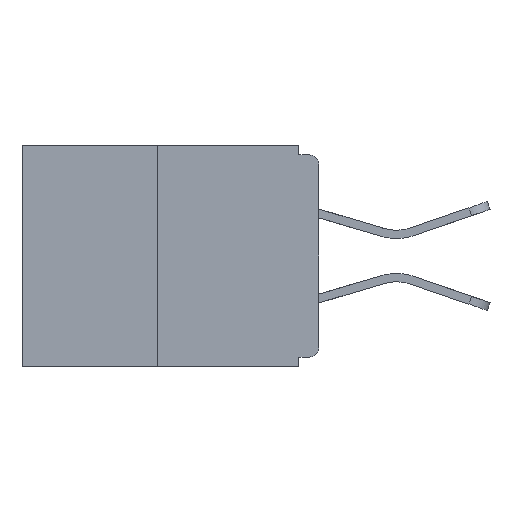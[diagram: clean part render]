
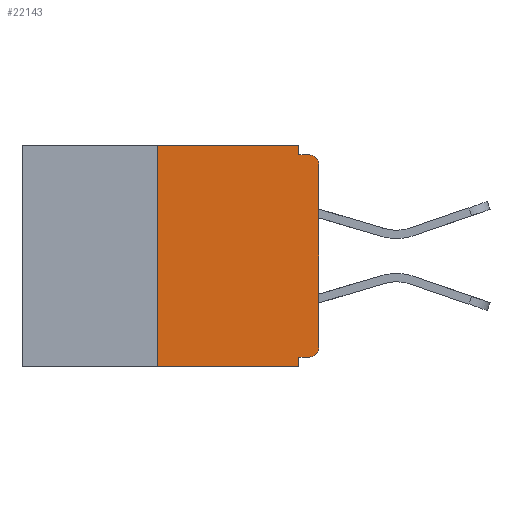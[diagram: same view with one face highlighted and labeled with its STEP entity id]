
A CAD part, left-side view. The second image highlights one B-rep face of the part: STEP entity #22143.
In plain terms, the highlighted planar face has unit normal (-1, 0, 0).
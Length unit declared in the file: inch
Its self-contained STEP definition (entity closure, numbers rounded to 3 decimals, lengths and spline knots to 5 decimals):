
#224 = CARTESIAN_POINT ( 'NONE',  ( 0., 0.25, -0.343 ) ) ;
#564 = LINE ( 'NONE', #7523, #8876 ) ;
#842 = VERTEX_POINT ( 'NONE', #21166 ) ;
#846 = CARTESIAN_POINT ( 'NONE',  ( 0., 0.46, 0. ) ) ;
#918 = LINE ( 'NONE', #19949, #12329 ) ;
#1064 = EDGE_CURVE ( 'NONE', #11167, #16598, #19787, .T. ) ;
#1371 = EDGE_CURVE ( 'NONE', #10472, #3160, #3301, .T. ) ;
#1839 = VECTOR ( 'NONE', #4771, 39.37008 ) ;
#2858 = CARTESIAN_POINT ( 'NONE',  ( 0., 0.015, -0.313 ) ) ;
#3160 = VERTEX_POINT ( 'NONE', #18570 ) ;
#3301 = LINE ( 'NONE', #7457, #10248 ) ;
#3392 = EDGE_CURVE ( 'NONE', #3160, #10502, #19658, .T. ) ;
#3476 = FACE_OUTER_BOUND ( 'NONE', #16024, .T. ) ;
#3710 = EDGE_CURVE ( 'NONE', #9856, #5589, #7920, .T. ) ;
#3975 = CARTESIAN_POINT ( 'NONE',  ( 0., 0.031, -0.015 ) ) ;
#3984 = EDGE_CURVE ( 'NONE', #21421, #5589, #12646, .T. ) ;
#4253 = DIRECTION ( 'NONE',  ( 0., 0., -1. ) ) ;
#4439 = CARTESIAN_POINT ( 'NONE',  ( 0., 0.031, -0.343 ) ) ;
#4771 = DIRECTION ( 'NONE',  ( 0., 0., 1. ) ) ;
#5383 = CARTESIAN_POINT ( 'NONE',  ( 0., 0.031, 0. ) ) ;
#5589 = VERTEX_POINT ( 'NONE', #19706 ) ;
#5630 = EDGE_CURVE ( 'NONE', #10472, #19201, #918, .T. ) ;
#6552 = CARTESIAN_POINT ( 'NONE',  ( 0., 0.46, 0. ) ) ;
#7067 = EDGE_CURVE ( 'NONE', #16598, #19201, #564, .T. ) ;
#7400 = CARTESIAN_POINT ( 'NONE',  ( 0., 0., -0.03 ) ) ;
#7442 = CARTESIAN_POINT ( 'NONE',  ( 0., 0.015, -0.328 ) ) ;
#7457 = CARTESIAN_POINT ( 'NONE',  ( 0., 0.25, 0. ) ) ;
#7523 = CARTESIAN_POINT ( 'NONE',  ( 0., 0.031, -0.343 ) ) ;
#7660 = LINE ( 'NONE', #12183, #1839 ) ;
#7920 = CIRCLE ( 'NONE', #20084, 0.015 ) ;
#7952 = VECTOR ( 'NONE', #12097, 39.37008 ) ;
#8241 = CARTESIAN_POINT ( 'NONE',  ( 0., 0., -0.328 ) ) ;
#8876 = VECTOR ( 'NONE', #11263, 39.37008 ) ;
#9171 = EDGE_CURVE ( 'NONE', #842, #9856, #7660, .T. ) ;
#9259 = ORIENTED_EDGE ( 'NONE', *, *, #3710, .T. ) ;
#9414 = DIRECTION ( 'NONE',  ( -1., 0., 0. ) ) ;
#9856 = VERTEX_POINT ( 'NONE', #7400 ) ;
#10055 = CARTESIAN_POINT ( 'NONE',  ( 0., 0., -0.015 ) ) ;
#10248 = VECTOR ( 'NONE', #11116, 39.37008 ) ;
#10472 = VERTEX_POINT ( 'NONE', #224 ) ;
#10502 = VERTEX_POINT ( 'NONE', #11106 ) ;
#10519 = ORIENTED_EDGE ( 'NONE', *, *, #3984, .F. ) ;
#10826 = ORIENTED_EDGE ( 'NONE', *, *, #5630, .T. ) ;
#11106 = CARTESIAN_POINT ( 'NONE',  ( 0., 0.031, 0. ) ) ;
#11116 = DIRECTION ( 'NONE',  ( 0., 0., 1. ) ) ;
#11167 = VERTEX_POINT ( 'NONE', #7442 ) ;
#11239 = DIRECTION ( 'NONE',  ( 0., 0., -1. ) ) ;
#11263 = DIRECTION ( 'NONE',  ( 0., 0., -1. ) ) ;
#11329 = VECTOR ( 'NONE', #18155, 39.37008 ) ;
#11497 = PLANE ( 'NONE',  #20215 ) ;
#11812 = DIRECTION ( 'NONE',  ( -1., 0., 0. ) ) ;
#12097 = DIRECTION ( 'NONE',  ( 0., -1., 0. ) ) ;
#12183 = CARTESIAN_POINT ( 'NONE',  ( 0., 0., 0. ) ) ;
#12329 = VECTOR ( 'NONE', #18145, 39.37008 ) ;
#12646 = LINE ( 'NONE', #10055, #13463 ) ;
#13258 = ORIENTED_EDGE ( 'NONE', *, *, #21392, .F. ) ;
#13463 = VECTOR ( 'NONE', #22642, 39.37008 ) ;
#14907 = DIRECTION ( 'NONE',  ( 1., 0., 0. ) ) ;
#15568 = ORIENTED_EDGE ( 'NONE', *, *, #20638, .T. ) ;
#16024 = EDGE_LOOP ( 'NONE', ( #18264, #22877, #10826, #18401, #20932, #15568, #18170, #9259, #10519, #13258 ) ) ;
#16163 = VECTOR ( 'NONE', #16918, 39.37008 ) ;
#16598 = VERTEX_POINT ( 'NONE', #16975 ) ;
#16918 = DIRECTION ( 'NONE',  ( 0., 1., 0. ) ) ;
#16975 = CARTESIAN_POINT ( 'NONE',  ( 0., 0.031, -0.328 ) ) ;
#18145 = DIRECTION ( 'NONE',  ( 0., -1., 0. ) ) ;
#18155 = DIRECTION ( 'NONE',  ( 0., 0., -1. ) ) ;
#18170 = ORIENTED_EDGE ( 'NONE', *, *, #9171, .T. ) ;
#18264 = ORIENTED_EDGE ( 'NONE', *, *, #3392, .F. ) ;
#18401 = ORIENTED_EDGE ( 'NONE', *, *, #7067, .F. ) ;
#18570 = CARTESIAN_POINT ( 'NONE',  ( 0., 0.25, 0. ) ) ;
#19201 = VERTEX_POINT ( 'NONE', #4439 ) ;
#19658 = LINE ( 'NONE', #6552, #7952 ) ;
#19706 = CARTESIAN_POINT ( 'NONE',  ( 0., 0.015, -0.015 ) ) ;
#19787 = LINE ( 'NONE', #8241, #16163 ) ;
#19949 = CARTESIAN_POINT ( 'NONE',  ( 0., 0.46, -0.343 ) ) ;
#20084 = AXIS2_PLACEMENT_3D ( 'NONE', #20125, #9414, #11239 ) ;
#20125 = CARTESIAN_POINT ( 'NONE',  ( 0., 0.015, -0.03 ) ) ;
#20215 = AXIS2_PLACEMENT_3D ( 'NONE', #846, #14907, #4253 ) ;
#20638 = EDGE_CURVE ( 'NONE', #11167, #842, #23050, .T. ) ;
#20799 = LINE ( 'NONE', #5383, #11329 ) ;
#20932 = ORIENTED_EDGE ( 'NONE', *, *, #1064, .F. ) ;
#21166 = CARTESIAN_POINT ( 'NONE',  ( 0., 0., -0.313 ) ) ;
#21365 = AXIS2_PLACEMENT_3D ( 'NONE', #2858, #11812, #22563 ) ;
#21392 = EDGE_CURVE ( 'NONE', #10502, #21421, #20799, .T. ) ;
#21421 = VERTEX_POINT ( 'NONE', #3975 ) ;
#22143 = ADVANCED_FACE ( 'NONE', ( #3476 ), #11497, .F. ) ;
#22563 = DIRECTION ( 'NONE',  ( 0., 0., -1. ) ) ;
#22642 = DIRECTION ( 'NONE',  ( 0., -1., 0. ) ) ;
#22877 = ORIENTED_EDGE ( 'NONE', *, *, #1371, .F. ) ;
#23050 = CIRCLE ( 'NONE', #21365, 0.015 ) ;
